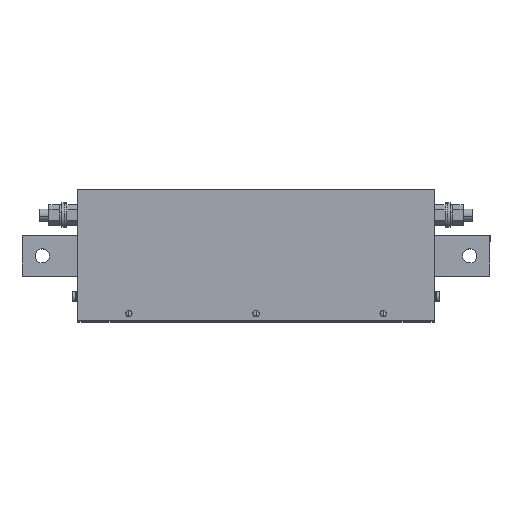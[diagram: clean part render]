
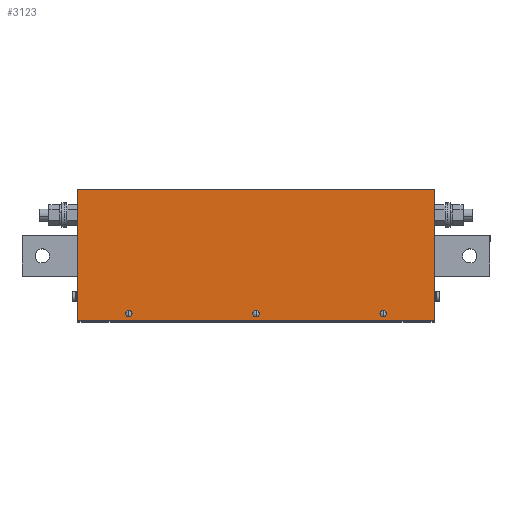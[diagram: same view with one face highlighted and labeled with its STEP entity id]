
A CAD part, top view. The second image highlights one B-rep face of the part: STEP entity #3123.
In plain terms, the highlighted planar face has unit normal (0, 0, 1).
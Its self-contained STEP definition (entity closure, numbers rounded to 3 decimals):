
#139 = DIRECTION ( 'NONE',  ( 0., 1., 0. ) ) ;
#488 = PLANE ( 'NONE',  #8428 ) ;
#601 = ORIENTED_EDGE ( 'NONE', *, *, #7961, .F. ) ;
#725 = LINE ( 'NONE', #2843, #3569 ) ;
#749 = DIRECTION ( 'NONE',  ( 0., 0., 1. ) ) ;
#852 = AXIS2_PLACEMENT_3D ( 'NONE', #4238, #4367, #6357 ) ;
#1102 = FACE_BOUND ( 'NONE', #6038, .T. ) ;
#1235 = CIRCLE ( 'NONE', #1522, 3.15 ) ;
#1282 = CARTESIAN_POINT ( 'NONE',  ( -125., 7., 115. ) ) ;
#1374 = DIRECTION ( 'NONE',  ( 0., 0., 1. ) ) ;
#1469 = EDGE_CURVE ( 'NONE', #6246, #4731, #8661, .T. ) ;
#1492 = LINE ( 'NONE', #6960, #5652 ) ;
#1522 = AXIS2_PLACEMENT_3D ( 'NONE', #3765, #7953, #8527 ) ;
#1544 = CARTESIAN_POINT ( 'NONE',  ( 128.15, 7., 115. ) ) ;
#1549 = VECTOR ( 'NONE', #2854, 1000. ) ;
#1606 = ORIENTED_EDGE ( 'NONE', *, *, #2475, .T. ) ;
#1703 = VERTEX_POINT ( 'NONE', #5117 ) ;
#1773 = DIRECTION ( 'NONE',  ( 0., 1., 0. ) ) ;
#2192 = EDGE_CURVE ( 'NONE', #3882, #2322, #3067, .T. ) ;
#2322 = VERTEX_POINT ( 'NONE', #7297 ) ;
#2378 = CARTESIAN_POINT ( 'NONE',  ( 125., 7., 115. ) ) ;
#2444 = CARTESIAN_POINT ( 'NONE',  ( -3.15, 7., 115. ) ) ;
#2475 = EDGE_CURVE ( 'NONE', #2322, #7281, #725, .T. ) ;
#2477 = FACE_OUTER_BOUND ( 'NONE', #7787, .T. ) ;
#2532 = ORIENTED_EDGE ( 'NONE', *, *, #2666, .F. ) ;
#2666 = EDGE_CURVE ( 'NONE', #5177, #1703, #1235, .T. ) ;
#2690 = DIRECTION ( 'NONE',  ( 0., 1., 0. ) ) ;
#2843 = CARTESIAN_POINT ( 'NONE',  ( -175., 129., 115. ) ) ;
#2854 = DIRECTION ( 'NONE',  ( -1., 0., 0. ) ) ;
#2883 = AXIS2_PLACEMENT_3D ( 'NONE', #3722, #7982, #8685 ) ;
#3067 = LINE ( 'NONE', #8367, #4142 ) ;
#3123 = ADVANCED_FACE ( 'NONE', ( #4550, #3843, #1102, #2477 ), #488, .F. ) ;
#3272 = EDGE_CURVE ( 'NONE', #1703, #5177, #4630, .T. ) ;
#3517 = LINE ( 'NONE', #6204, #1549 ) ;
#3569 = VECTOR ( 'NONE', #5538, 1000. ) ;
#3611 = ORIENTED_EDGE ( 'NONE', *, *, #5460, .F. ) ;
#3685 = CARTESIAN_POINT ( 'NONE',  ( 3.15, 7., 115. ) ) ;
#3694 = AXIS2_PLACEMENT_3D ( 'NONE', #6934, #1374, #139 ) ;
#3722 = CARTESIAN_POINT ( 'NONE',  ( 0., 7., 115. ) ) ;
#3765 = CARTESIAN_POINT ( 'NONE',  ( -125., 7., 115. ) ) ;
#3843 = FACE_BOUND ( 'NONE', #6975, .T. ) ;
#3882 = VERTEX_POINT ( 'NONE', #8529 ) ;
#3953 = CARTESIAN_POINT ( 'NONE',  ( -175., 0., 115. ) ) ;
#4142 = VECTOR ( 'NONE', #4264, 1000. ) ;
#4200 = ORIENTED_EDGE ( 'NONE', *, *, #2192, .T. ) ;
#4238 = CARTESIAN_POINT ( 'NONE',  ( 0., 7., 115. ) ) ;
#4264 = DIRECTION ( 'NONE',  ( -1., 0., 0. ) ) ;
#4367 = DIRECTION ( 'NONE',  ( 0., 0., 1. ) ) ;
#4550 = FACE_BOUND ( 'NONE', #7655, .T. ) ;
#4626 = EDGE_CURVE ( 'NONE', #6576, #7281, #3517, .T. ) ;
#4630 = CIRCLE ( 'NONE', #8709, 3.15 ) ;
#4717 = CARTESIAN_POINT ( 'NONE',  ( 121.85, 7., 115. ) ) ;
#4731 = VERTEX_POINT ( 'NONE', #2444 ) ;
#5117 = CARTESIAN_POINT ( 'NONE',  ( -121.85, 7., 115. ) ) ;
#5177 = VERTEX_POINT ( 'NONE', #7323 ) ;
#5213 = DIRECTION ( 'NONE',  ( 0., 0., -1. ) ) ;
#5299 = VERTEX_POINT ( 'NONE', #1544 ) ;
#5460 = EDGE_CURVE ( 'NONE', #5299, #5706, #6207, .T. ) ;
#5487 = ORIENTED_EDGE ( 'NONE', *, *, #6495, .F. ) ;
#5538 = DIRECTION ( 'NONE',  ( 0., -1., 0. ) ) ;
#5553 = DIRECTION ( 'NONE',  ( 0., -1., 0. ) ) ;
#5652 = VECTOR ( 'NONE', #5553, 1000. ) ;
#5706 = VERTEX_POINT ( 'NONE', #4717 ) ;
#5898 = DIRECTION ( 'NONE',  ( 0., 0., 1. ) ) ;
#5946 = DIRECTION ( 'NONE',  ( 0., 1., 0. ) ) ;
#6002 = ORIENTED_EDGE ( 'NONE', *, *, #3272, .F. ) ;
#6038 = EDGE_LOOP ( 'NONE', ( #6002, #2532 ) ) ;
#6204 = CARTESIAN_POINT ( 'NONE',  ( 175., 0., 115. ) ) ;
#6207 = CIRCLE ( 'NONE', #6492, 3.15 ) ;
#6246 = VERTEX_POINT ( 'NONE', #3685 ) ;
#6357 = DIRECTION ( 'NONE',  ( 0., 1., 0. ) ) ;
#6489 = CARTESIAN_POINT ( 'NONE',  ( 175., 129., 115. ) ) ;
#6492 = AXIS2_PLACEMENT_3D ( 'NONE', #2378, #5898, #5946 ) ;
#6495 = EDGE_CURVE ( 'NONE', #4731, #6246, #7194, .T. ) ;
#6576 = VERTEX_POINT ( 'NONE', #8342 ) ;
#6651 = ORIENTED_EDGE ( 'NONE', *, *, #4626, .F. ) ;
#6934 = CARTESIAN_POINT ( 'NONE',  ( 125., 7., 115. ) ) ;
#6937 = EDGE_CURVE ( 'NONE', #3882, #6576, #1492, .T. ) ;
#6960 = CARTESIAN_POINT ( 'NONE',  ( 175., 129., 115. ) ) ;
#6975 = EDGE_LOOP ( 'NONE', ( #7164, #5487 ) ) ;
#7164 = ORIENTED_EDGE ( 'NONE', *, *, #1469, .F. ) ;
#7194 = CIRCLE ( 'NONE', #852, 3.15 ) ;
#7263 = ORIENTED_EDGE ( 'NONE', *, *, #6937, .F. ) ;
#7281 = VERTEX_POINT ( 'NONE', #3953 ) ;
#7297 = CARTESIAN_POINT ( 'NONE',  ( -175., 129., 115. ) ) ;
#7323 = CARTESIAN_POINT ( 'NONE',  ( -128.15, 7., 115. ) ) ;
#7494 = CIRCLE ( 'NONE', #3694, 3.15 ) ;
#7655 = EDGE_LOOP ( 'NONE', ( #3611, #601 ) ) ;
#7787 = EDGE_LOOP ( 'NONE', ( #1606, #6651, #7263, #4200 ) ) ;
#7953 = DIRECTION ( 'NONE',  ( 0., 0., 1. ) ) ;
#7961 = EDGE_CURVE ( 'NONE', #5706, #5299, #7494, .T. ) ;
#7982 = DIRECTION ( 'NONE',  ( 0., 0., 1. ) ) ;
#8342 = CARTESIAN_POINT ( 'NONE',  ( 175., 0., 115. ) ) ;
#8367 = CARTESIAN_POINT ( 'NONE',  ( 175., 129., 115. ) ) ;
#8428 = AXIS2_PLACEMENT_3D ( 'NONE', #6489, #5213, #1773 ) ;
#8527 = DIRECTION ( 'NONE',  ( 0., 1., 0. ) ) ;
#8529 = CARTESIAN_POINT ( 'NONE',  ( 175., 129., 115. ) ) ;
#8661 = CIRCLE ( 'NONE', #2883, 3.15 ) ;
#8685 = DIRECTION ( 'NONE',  ( 0., 1., 0. ) ) ;
#8709 = AXIS2_PLACEMENT_3D ( 'NONE', #1282, #749, #2690 ) ;
